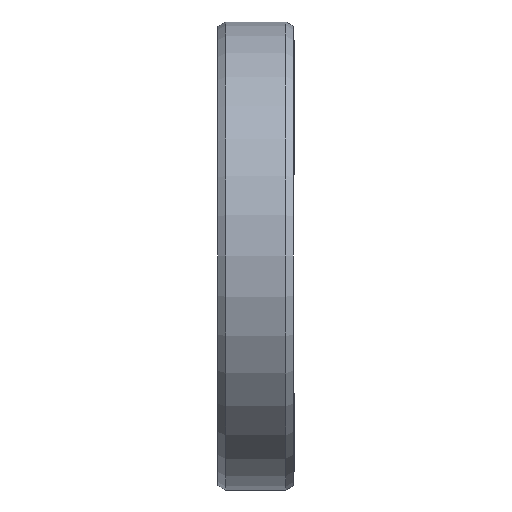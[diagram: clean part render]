
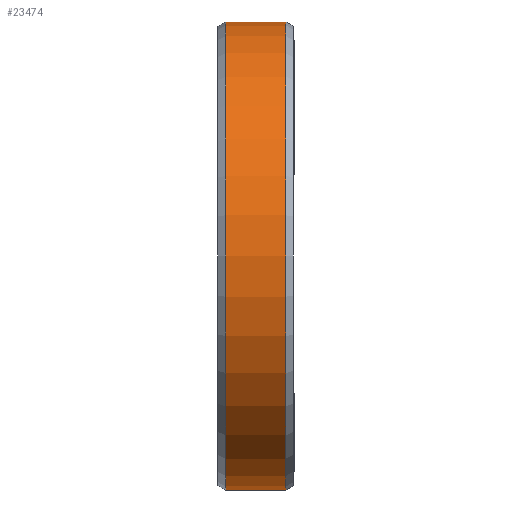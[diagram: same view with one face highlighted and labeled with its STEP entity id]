
A CAD part, left-side view. The second image highlights one B-rep face of the part: STEP entity #23474.
In plain terms, the highlighted cylindrical face has radius 31 mm (diameter 62 mm), a partial arc.
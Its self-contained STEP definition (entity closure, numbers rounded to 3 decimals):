
#22784=DIRECTION('',(0.,1.,0.));
#22785=VECTOR('',#22784,8.);
#22786=CARTESIAN_POINT('',(0.,-4.,-31.));
#22787=LINE('',#22786,#22785);
#22791=DIRECTION('',(0.,1.,0.));
#22792=VECTOR('',#22791,8.);
#22793=CARTESIAN_POINT('',(0.,-4.,31.));
#22794=LINE('',#22793,#22792);
#22798=CARTESIAN_POINT('',(0.,-4.,0.));
#22799=DIRECTION('',(0.,1.,0.));
#22800=DIRECTION('',(0.,0.,-1.));
#22801=AXIS2_PLACEMENT_3D('',#22798,#22799,#22800);
#22836=CARTESIAN_POINT('',(0.,4.,0.));
#22837=DIRECTION('',(0.,1.,0.));
#22838=DIRECTION('',(0.,0.,-1.));
#22839=AXIS2_PLACEMENT_3D('',#22836,#22837,#22838);
#22869=CARTESIAN_POINT('',(0.,-4.,-31.));
#22871=VERTEX_POINT('',#22869);
#22872=CARTESIAN_POINT('',(0.,4.,-31.));
#22873=VERTEX_POINT('',#22872);
#22901=CARTESIAN_POINT('',(0.,-4.,31.));
#22903=VERTEX_POINT('',#22901);
#22904=CARTESIAN_POINT('',(0.,4.,31.));
#22905=VERTEX_POINT('',#22904);
#23460=CARTESIAN_POINT('',(0.,32.572,0.));
#23461=DIRECTION('',(0.,-1.,0.));
#23462=DIRECTION('',(0.,0.,1.));
#23463=AXIS2_PLACEMENT_3D('',#23460,#23461,#23462);
#23464=CYLINDRICAL_SURFACE('',#23463,31.);
#23466=ORIENTED_EDGE('',*,*,#23465,.T.);
#23468=ORIENTED_EDGE('',*,*,#23467,.T.);
#23470=ORIENTED_EDGE('',*,*,#23469,.F.);
#23471=ORIENTED_EDGE('',*,*,#23446,.F.);
#23472=EDGE_LOOP('',(#23466,#23468,#23470,#23471));
#23473=FACE_OUTER_BOUND('',#23472,.F.);
#22802=CIRCLE('',#22801,31.);
#22840=CIRCLE('',#22839,31.);
#23446=EDGE_CURVE('',#22871,#22903,#22802,.T.);
#23465=EDGE_CURVE('',#22871,#22873,#22787,.T.);
#23467=EDGE_CURVE('',#22873,#22905,#22840,.T.);
#23469=EDGE_CURVE('',#22903,#22905,#22794,.T.);
#23474=ADVANCED_FACE('',(#23473),#23464,.T.);
